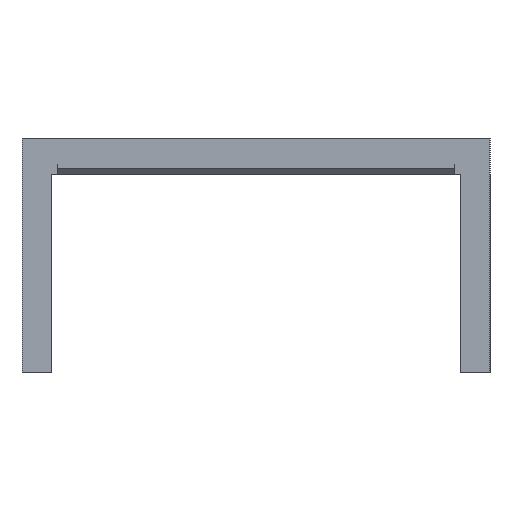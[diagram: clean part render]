
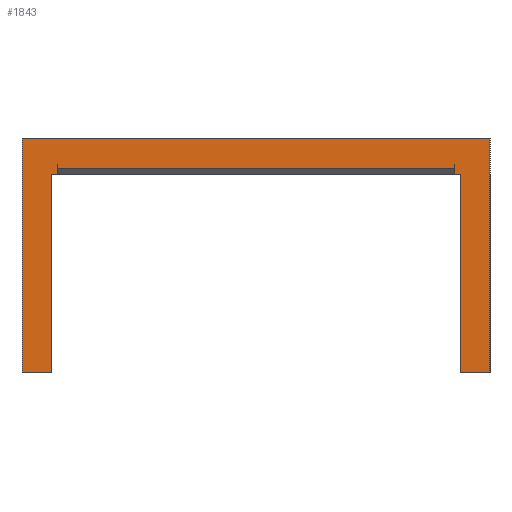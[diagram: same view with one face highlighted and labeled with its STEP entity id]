
A CAD part, left-side view. The second image highlights one B-rep face of the part: STEP entity #1843.
In plain terms, the highlighted planar face has unit normal (-1, 0, 0).
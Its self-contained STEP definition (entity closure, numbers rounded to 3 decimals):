
#51=FACE_OUTER_BOUND('',#137,.T.);
#137=EDGE_LOOP('',(#1221,#1222,#1223,#1224,#1225,#1226,#1227,#1228,#1229,
#1230,#1231,#1232));
#247=LINE('',#2493,#509);
#248=LINE('',#2495,#510);
#249=LINE('',#2497,#511);
#250=LINE('',#2499,#512);
#251=LINE('',#2501,#513);
#252=LINE('',#2503,#514);
#253=LINE('',#2505,#515);
#254=LINE('',#2507,#516);
#255=LINE('',#2509,#517);
#256=LINE('',#2511,#518);
#257=LINE('',#2513,#519);
#258=LINE('',#2514,#520);
#509=VECTOR('',#2041,10.);
#510=VECTOR('',#2042,10.);
#511=VECTOR('',#2043,10.);
#512=VECTOR('',#2044,10.);
#513=VECTOR('',#2045,10.);
#514=VECTOR('',#2046,10.);
#515=VECTOR('',#2047,10.);
#516=VECTOR('',#2048,10.);
#517=VECTOR('',#2049,10.);
#518=VECTOR('',#2050,10.);
#519=VECTOR('',#2051,10.);
#520=VECTOR('',#2052,10.);
#771=VERTEX_POINT('',#2491);
#772=VERTEX_POINT('',#2492);
#773=VERTEX_POINT('',#2494);
#774=VERTEX_POINT('',#2496);
#775=VERTEX_POINT('',#2498);
#776=VERTEX_POINT('',#2500);
#777=VERTEX_POINT('',#2502);
#778=VERTEX_POINT('',#2504);
#779=VERTEX_POINT('',#2506);
#780=VERTEX_POINT('',#2508);
#781=VERTEX_POINT('',#2510);
#782=VERTEX_POINT('',#2512);
#951=EDGE_CURVE('',#771,#772,#247,.T.);
#952=EDGE_CURVE('',#773,#771,#248,.T.);
#953=EDGE_CURVE('',#774,#773,#249,.T.);
#954=EDGE_CURVE('',#775,#774,#250,.T.);
#955=EDGE_CURVE('',#776,#775,#251,.T.);
#956=EDGE_CURVE('',#777,#776,#252,.T.);
#957=EDGE_CURVE('',#778,#777,#253,.T.);
#958=EDGE_CURVE('',#779,#778,#254,.T.);
#959=EDGE_CURVE('',#780,#779,#255,.T.);
#960=EDGE_CURVE('',#781,#780,#256,.T.);
#961=EDGE_CURVE('',#782,#781,#257,.T.);
#962=EDGE_CURVE('',#772,#782,#258,.T.);
#1221=ORIENTED_EDGE('',*,*,#951,.F.);
#1222=ORIENTED_EDGE('',*,*,#952,.F.);
#1223=ORIENTED_EDGE('',*,*,#953,.F.);
#1224=ORIENTED_EDGE('',*,*,#954,.F.);
#1225=ORIENTED_EDGE('',*,*,#955,.F.);
#1226=ORIENTED_EDGE('',*,*,#956,.F.);
#1227=ORIENTED_EDGE('',*,*,#957,.F.);
#1228=ORIENTED_EDGE('',*,*,#958,.F.);
#1229=ORIENTED_EDGE('',*,*,#959,.F.);
#1230=ORIENTED_EDGE('',*,*,#960,.F.);
#1231=ORIENTED_EDGE('',*,*,#961,.F.);
#1232=ORIENTED_EDGE('',*,*,#962,.F.);
#1761=PLANE('',#1943);
#1843=ADVANCED_FACE('',(#51),#1761,.F.);
#1943=AXIS2_PLACEMENT_3D('',#2490,#2039,#2040);
#2039=DIRECTION('center_axis',(1.,0.,0.));
#2040=DIRECTION('ref_axis',(0.,0.,-1.));
#2041=DIRECTION('',(0.,0.,-1.));
#2042=DIRECTION('',(0.,1.,0.));
#2043=DIRECTION('',(0.,0.,1.));
#2044=DIRECTION('',(0.,1.,0.));
#2045=DIRECTION('',(0.,0.,1.));
#2046=DIRECTION('',(0.,1.,0.));
#2047=DIRECTION('',(0.,0.,-1.));
#2048=DIRECTION('',(0.,-1.,0.));
#2049=DIRECTION('',(0.,0.,1.));
#2050=DIRECTION('',(0.,1.,0.));
#2051=DIRECTION('',(0.,0.,-1.));
#2052=DIRECTION('',(0.,1.,0.));
#2490=CARTESIAN_POINT('Origin',(-54.,20.,0.));
#2491=CARTESIAN_POINT('',(-54.,17.,0.5));
#2492=CARTESIAN_POINT('',(-54.,17.,0.));
#2493=CARTESIAN_POINT('',(-54.,17.,0.));
#2494=CARTESIAN_POINT('',(-54.,-17.,0.5));
#2495=CARTESIAN_POINT('',(-54.,5.75,0.5));
#2496=CARTESIAN_POINT('',(-54.,-17.,0.));
#2497=CARTESIAN_POINT('',(-54.,-17.,0.));
#2498=CARTESIAN_POINT('',(-54.,-17.5,0.));
#2499=CARTESIAN_POINT('',(-54.,10.,0.));
#2500=CARTESIAN_POINT('',(-54.,-17.5,-17.));
#2501=CARTESIAN_POINT('',(-54.,-17.5,0.));
#2502=CARTESIAN_POINT('',(-54.,-20.,-17.));
#2503=CARTESIAN_POINT('',(-54.,0.625,-17.));
#2504=CARTESIAN_POINT('',(-54.,-20.,3.));
#2505=CARTESIAN_POINT('',(-54.,-20.,0.));
#2506=CARTESIAN_POINT('',(-54.,20.,3.));
#2507=CARTESIAN_POINT('',(-54.,10.,3.));
#2508=CARTESIAN_POINT('',(-54.,20.,-17.));
#2509=CARTESIAN_POINT('',(-54.,20.,0.));
#2510=CARTESIAN_POINT('',(-54.,17.5,-17.));
#2511=CARTESIAN_POINT('',(-54.,19.375,-17.));
#2512=CARTESIAN_POINT('',(-54.,17.5,0.));
#2513=CARTESIAN_POINT('',(-54.,17.5,0.));
#2514=CARTESIAN_POINT('',(-54.,10.,0.));
